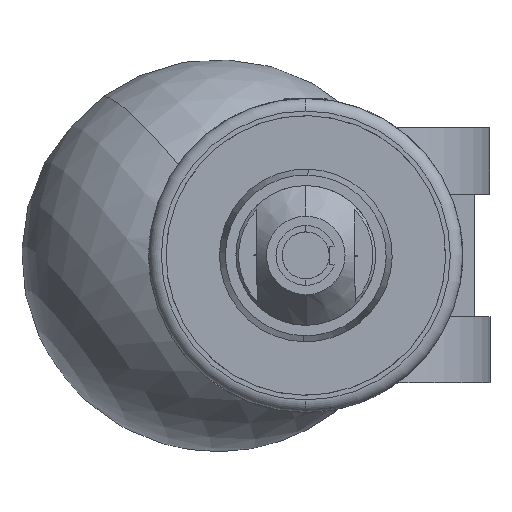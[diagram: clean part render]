
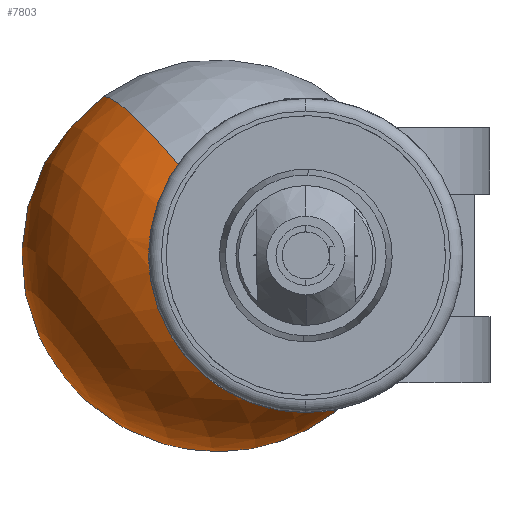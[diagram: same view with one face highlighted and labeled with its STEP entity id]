
A CAD part, left-side view. The second image highlights one B-rep face of the part: STEP entity #7803.
In plain terms, the highlighted spherical face has radius 15.875 mm.
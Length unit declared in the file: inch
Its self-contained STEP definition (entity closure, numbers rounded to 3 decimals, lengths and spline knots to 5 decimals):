
#156 = AXIS2_PLACEMENT_3D ( 'NONE', #4029, #1988, #3085 ) ;
#176 = DIRECTION ( 'NONE',  ( 0.988, 0.156, 0. ) ) ;
#313 = EDGE_CURVE ( 'NONE', #6086, #4882, #2040, .T. ) ;
#446 = VERTEX_POINT ( 'NONE', #2822 ) ;
#643 = AXIS2_PLACEMENT_3D ( 'NONE', #4389, #3515, #10985 ) ;
#1988 = DIRECTION ( 'NONE',  ( 0.127, -0.801, 0.585 ) ) ;
#2040 = CIRCLE ( 'NONE', #643, 0.25 ) ;
#2822 = CARTESIAN_POINT ( 'NONE',  ( 6.3427, 0.37782, 0. ) ) ;
#3085 = DIRECTION ( 'NONE',  ( 0., -0.59, -0.808 ) ) ;
#3202 = CARTESIAN_POINT ( 'NONE',  ( 5.15962, 0.19044, 0. ) ) ;
#3347 = ORIENTED_EDGE ( 'NONE', *, *, #6367, .F. ) ;
#3477 = CARTESIAN_POINT ( 'NONE',  ( 5.1825, 0.04597, -0.20274 ) ) ;
#3515 = DIRECTION ( 'NONE',  ( 0.988, 0.156, 0. ) ) ;
#3542 = ORIENTED_EDGE ( 'NONE', *, *, #313, .T. ) ;
#3720 = CARTESIAN_POINT ( 'NONE',  ( 5.72539, 0.28004, 0. ) ) ;
#3877 = EDGE_CURVE ( 'NONE', #4882, #10589, #8172, .T. ) ;
#4029 = CARTESIAN_POINT ( 'NONE',  ( 5.72539, 0.28004, 0. ) ) ;
#4214 = CARTESIAN_POINT ( 'NONE',  ( 5.72539, 0.28004, 0. ) ) ;
#4355 = DIRECTION ( 'NONE',  ( 0.127, -0.801, 0.585 ) ) ;
#4389 = CARTESIAN_POINT ( 'NONE',  ( 5.15962, 0.19044, 0. ) ) ;
#4512 = EDGE_CURVE ( 'NONE', #446, #6086, #6393, .T. ) ;
#4882 = VERTEX_POINT ( 'NONE', #9446 ) ;
#5503 = CIRCLE ( 'NONE', #156, 0.625 ) ;
#5717 = AXIS2_PLACEMENT_3D ( 'NONE', #4214, #9723, #7674 ) ;
#6086 = VERTEX_POINT ( 'NONE', #3477 ) ;
#6367 = EDGE_CURVE ( 'NONE', #446, #10589, #5503, .T. ) ;
#6393 = CIRCLE ( 'NONE', #7963, 0.625 ) ;
#6607 = SPHERICAL_SURFACE ( 'NONE', #5717, 0.625 ) ;
#7273 = CARTESIAN_POINT ( 'NONE',  ( 5.13674, 0.3349, 0.20274 ) ) ;
#7674 = DIRECTION ( 'NONE',  ( 0.092, -0.578, -0.811 ) ) ;
#7803 = ADVANCED_FACE ( 'NONE', ( #11614 ), #6607, .T. ) ;
#7963 = AXIS2_PLACEMENT_3D ( 'NONE', #3720, #11334, #10311 ) ;
#8172 = CIRCLE ( 'NONE', #12281, 0.25 ) ;
#8202 = EDGE_LOOP ( 'NONE', ( #3347, #10526, #3542, #11112 ) ) ;
#9446 = CARTESIAN_POINT ( 'NONE',  ( 5.12791, 0.39068, -0.14627 ) ) ;
#9723 = DIRECTION ( 'NONE',  ( 0.127, -0.801, 0.585 ) ) ;
#10311 = DIRECTION ( 'NONE',  ( 0., 0.59, 0.808 ) ) ;
#10526 = ORIENTED_EDGE ( 'NONE', *, *, #4512, .T. ) ;
#10589 = VERTEX_POINT ( 'NONE', #7273 ) ;
#10985 = DIRECTION ( 'NONE',  ( 0.127, -0.801, 0.585 ) ) ;
#11112 = ORIENTED_EDGE ( 'NONE', *, *, #3877, .T. ) ;
#11334 = DIRECTION ( 'NONE',  ( -0.127, 0.801, -0.585 ) ) ;
#11614 = FACE_OUTER_BOUND ( 'NONE', #8202, .T. ) ;
#12281 = AXIS2_PLACEMENT_3D ( 'NONE', #3202, #176, #4355 ) ;
